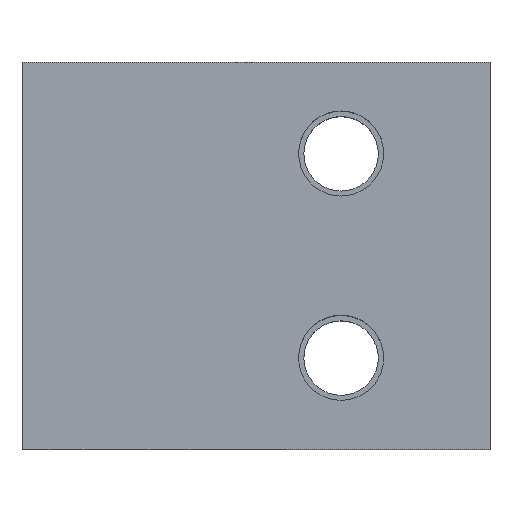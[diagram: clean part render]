
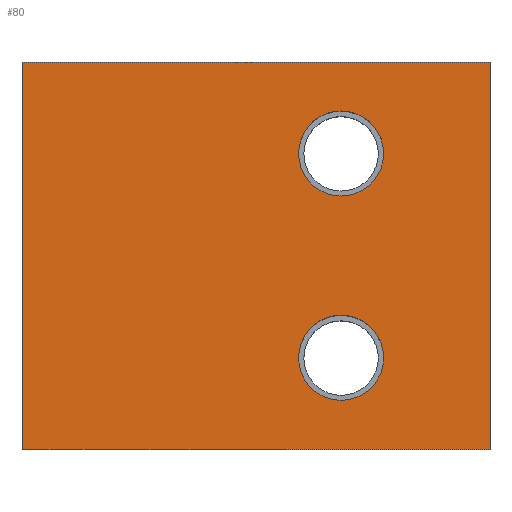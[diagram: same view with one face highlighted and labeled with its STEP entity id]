
A CAD part, top view. The second image highlights one B-rep face of the part: STEP entity #80.
In plain terms, the highlighted planar face has unit normal (0, 0, 1).
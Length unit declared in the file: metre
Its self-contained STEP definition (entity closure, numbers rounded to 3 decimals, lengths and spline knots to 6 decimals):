
#80 = ADVANCED_FACE( '', ( #175, #176, #177 ), #178, .T. );
#175 = FACE_BOUND( '', #283, .T. );
#176 = FACE_OUTER_BOUND( '', #284, .T. );
#177 = FACE_BOUND( '', #285, .T. );
#178 = PLANE( '', #286 );
#283 = EDGE_LOOP( '', ( #440 ) );
#284 = EDGE_LOOP( '', ( #441, #442, #443, #444 ) );
#285 = EDGE_LOOP( '', ( #445 ) );
#286 = AXIS2_PLACEMENT_3D( '', #446, #447, #448 );
#440 = ORIENTED_EDGE( '', *, *, #618, .T. );
#441 = ORIENTED_EDGE( '', *, *, #619, .F. );
#442 = ORIENTED_EDGE( '', *, *, #620, .F. );
#443 = ORIENTED_EDGE( '', *, *, #589, .T. );
#444 = ORIENTED_EDGE( '', *, *, #615, .T. );
#445 = ORIENTED_EDGE( '', *, *, #607, .T. );
#446 = CARTESIAN_POINT( '', ( -0.055, -0.0455, 0.045 ) );
#447 = DIRECTION( '', ( 0., 0., 1. ) );
#448 = DIRECTION( '', ( 1., 0., 0. ) );
#589 = EDGE_CURVE( '', #694, #692, #695, .T. );
#607 = EDGE_CURVE( '', #722, #722, #723, .T. );
#615 = EDGE_CURVE( '', #692, #733, #736, .T. );
#618 = EDGE_CURVE( '', #739, #739, #740, .T. );
#619 = EDGE_CURVE( '', #741, #733, #742, .T. );
#620 = EDGE_CURVE( '', #694, #741, #743, .T. );
#692 = VERTEX_POINT( '', #836 );
#694 = VERTEX_POINT( '', #839 );
#695 = LINE( '', #840, #841 );
#722 = VERTEX_POINT( '', #876 );
#723 = CIRCLE( '', #877, 0.01 );
#733 = VERTEX_POINT( '', #887 );
#736 = LINE( '', #891, #892 );
#739 = VERTEX_POINT( '', #896 );
#740 = CIRCLE( '', #897, 0.01 );
#741 = VERTEX_POINT( '', #898 );
#742 = LINE( '', #899, #900 );
#743 = LINE( '', #901, #902 );
#836 = CARTESIAN_POINT( '', ( 0.055, -0.0455, 0.045 ) );
#839 = CARTESIAN_POINT( '', ( -0.055, -0.0455, 0.045 ) );
#840 = CARTESIAN_POINT( '', ( -0.055, -0.0455, 0.045 ) );
#841 = VECTOR( '', #1036, 1. );
#876 = CARTESIAN_POINT( '', ( 0.03, -0.024, 0.045 ) );
#877 = AXIS2_PLACEMENT_3D( '', #1057, #1058, #1059 );
#887 = CARTESIAN_POINT( '', ( 0.055, 0.0455, 0.045 ) );
#891 = CARTESIAN_POINT( '', ( 0.055, -0.0455, 0.045 ) );
#892 = VECTOR( '', #1070, 1. );
#896 = CARTESIAN_POINT( '', ( 0.03, 0.024, 0.045 ) );
#897 = AXIS2_PLACEMENT_3D( '', #1072, #1073, #1074 );
#898 = CARTESIAN_POINT( '', ( -0.055, 0.0455, 0.045 ) );
#899 = CARTESIAN_POINT( '', ( -0.055, 0.0455, 0.045 ) );
#900 = VECTOR( '', #1075, 1. );
#901 = CARTESIAN_POINT( '', ( -0.055, -0.0455, 0.045 ) );
#902 = VECTOR( '', #1076, 1. );
#1036 = DIRECTION( '', ( 1., 0., 0. ) );
#1057 = CARTESIAN_POINT( '', ( 0.02, -0.024, 0.045 ) );
#1058 = DIRECTION( '', ( 0., 0., -1. ) );
#1059 = DIRECTION( '', ( 1., 0., 0. ) );
#1070 = DIRECTION( '', ( 0., 1., 0. ) );
#1072 = CARTESIAN_POINT( '', ( 0.02, 0.024, 0.045 ) );
#1073 = DIRECTION( '', ( 0., 0., -1. ) );
#1074 = DIRECTION( '', ( 1., 0., 0. ) );
#1075 = DIRECTION( '', ( 1., 0., 0. ) );
#1076 = DIRECTION( '', ( 0., 1., 0. ) );
